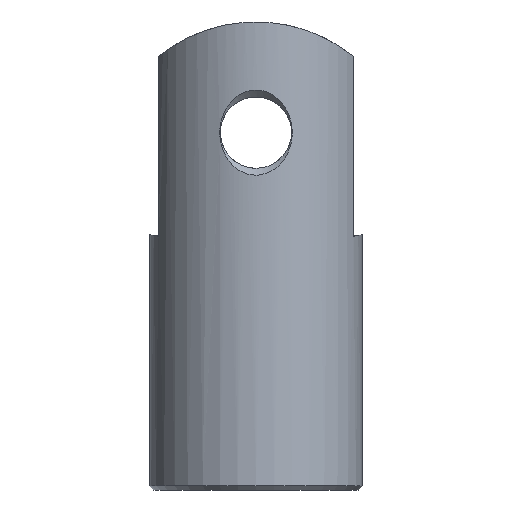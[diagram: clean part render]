
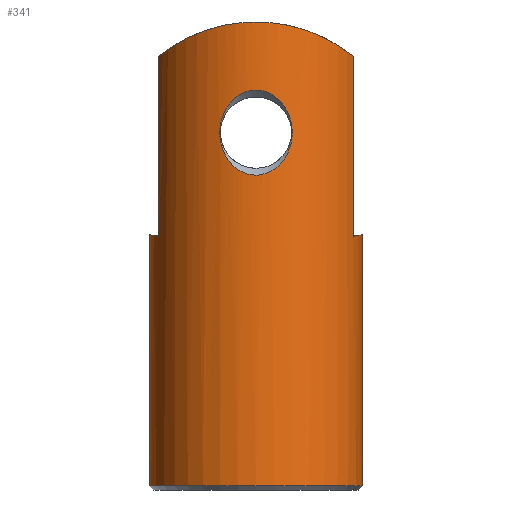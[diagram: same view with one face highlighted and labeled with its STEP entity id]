
A CAD part, front view. The second image highlights one B-rep face of the part: STEP entity #341.
In plain terms, the highlighted cylindrical face has radius 12.5 mm (diameter 25 mm), a full revolution.
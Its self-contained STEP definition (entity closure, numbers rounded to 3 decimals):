
#27=LINE('',#522,#31);
#28=LINE('',#532,#32);
#29=LINE('',#533,#33);
#30=LINE('',#542,#34);
#31=VECTOR('',#406,1000.);
#32=VECTOR('',#407,1000.);
#33=VECTOR('',#408,1000.);
#34=VECTOR('',#409,1000.);
#35=B_SPLINE_CURVE_WITH_KNOTS('',3,(#463,#464,#465,#466,#467,#468,#469,
#470,#471,#472,#473,#474),.UNSPECIFIED.,.F.,.F.,(4,1,1,1,1,1,1,1,1,4),(0.046,
0.049,0.053,0.055,0.057,
0.061,0.064,0.068,0.072,
0.076),.UNSPECIFIED.);
#36=B_SPLINE_CURVE_WITH_KNOTS('',3,(#481,#482,#483,#484,#485,#486,#487,
#488,#489,#490,#491,#492,#493,#494,#495,#496,#497,#498,#499,#500),
 .UNSPECIFIED.,.T.,.F.,(1,1,1,1,1,1,1,1,1,1,1,1,1,1,1,1,1,1,1,1,1,1,1,1),
(-0.006,-0.003,-0.002,0.,
0.003,0.006,0.009,0.012,
0.015,0.018,0.021,0.024,
0.027,0.03,0.033,0.036,
0.039,0.042,0.045,0.047,
0.048,0.051,0.054,0.057),
 .UNSPECIFIED.);
#37=B_SPLINE_CURVE_WITH_KNOTS('',3,(#502,#503,#504,#505,#506,#507,#508,
#509,#510,#511,#512,#513,#514,#515,#516,#517,#518,#519,#520),
 .UNSPECIFIED.,.T.,.F.,(1,1,1,1,1,1,1,1,1,1,1,1,1,1,1,1,1,1,1,1,1,1,1),
(-0.005,-0.004,-0.002,0.,
0.002,0.004,0.005,0.007,
0.009,0.011,0.013,0.015,
0.016,0.018,0.02,0.022,
0.024,0.026,0.027,0.029,
0.031,0.033,0.035),.UNSPECIFIED.);
#38=B_SPLINE_CURVE_WITH_KNOTS('',3,(#525,#526,#527,#528,#529,#530),
 .UNSPECIFIED.,.F.,.F.,(4,1,1,4),(0.,0.003,0.005,
0.01),.UNSPECIFIED.);
#39=B_SPLINE_CURVE_WITH_KNOTS('',3,(#535,#536,#537,#538,#539,#540),
 .UNSPECIFIED.,.F.,.F.,(4,1,1,4),(0.,0.003,0.005,
0.01),.UNSPECIFIED.);
#40=B_SPLINE_CURVE_WITH_KNOTS('',3,(#544,#545,#546,#547,#548,#549,#550,
#551,#552,#553,#554,#555),.UNSPECIFIED.,.F.,.F.,(4,1,1,1,1,1,1,1,1,4),(0.005,
0.009,0.013,0.015,0.016,
0.02,0.024,0.028,0.032,
0.035),.UNSPECIFIED.);
#46=ORIENTED_EDGE('',*,*,#96,.T.);
#47=ORIENTED_EDGE('',*,*,#97,.F.);
#48=ORIENTED_EDGE('',*,*,#98,.F.);
#49=ORIENTED_EDGE('',*,*,#99,.F.);
#50=ORIENTED_EDGE('',*,*,#100,.T.);
#51=ORIENTED_EDGE('',*,*,#101,.T.);
#52=ORIENTED_EDGE('',*,*,#94,.T.);
#53=ORIENTED_EDGE('',*,*,#102,.T.);
#54=ORIENTED_EDGE('',*,*,#103,.T.);
#55=ORIENTED_EDGE('',*,*,#104,.F.);
#56=ORIENTED_EDGE('',*,*,#105,.T.);
#94=EDGE_CURVE('',#119,#120,#35,.T.);
#96=EDGE_CURVE('',#121,#121,#141,.F.);
#97=EDGE_CURVE('',#122,#122,#36,.T.);
#98=EDGE_CURVE('',#123,#123,#37,.T.);
#99=EDGE_CURVE('',#124,#125,#27,.F.);
#100=EDGE_CURVE('',#124,#126,#38,.T.);
#101=EDGE_CURVE('',#126,#119,#28,.F.);
#102=EDGE_CURVE('',#120,#127,#29,.T.);
#103=EDGE_CURVE('',#127,#128,#39,.T.);
#104=EDGE_CURVE('',#129,#128,#30,.T.);
#105=EDGE_CURVE('',#129,#125,#40,.T.);
#119=VERTEX_POINT('',#475);
#120=VERTEX_POINT('',#476);
#121=VERTEX_POINT('',#480);
#122=VERTEX_POINT('',#501);
#123=VERTEX_POINT('',#521);
#124=VERTEX_POINT('',#523);
#125=VERTEX_POINT('',#524);
#126=VERTEX_POINT('',#531);
#127=VERTEX_POINT('',#534);
#128=VERTEX_POINT('',#541);
#129=VERTEX_POINT('',#543);
#141=CIRCLE('',#366,12.5);
#155=EDGE_LOOP('',(#46));
#156=EDGE_LOOP('',(#47));
#157=EDGE_LOOP('',(#48));
#158=EDGE_LOOP('',(#49,#50,#51,#52,#53,#54,#55,#56));
#187=FACE_BOUND('',#155,.T.);
#188=FACE_BOUND('',#156,.T.);
#189=FACE_BOUND('',#157,.T.);
#190=FACE_BOUND('',#158,.T.);
#218=CYLINDRICAL_SURFACE('',#365,12.5);
#341=ADVANCED_FACE('',(#187,#188,#189,#190),#218,.T.);
#365=AXIS2_PLACEMENT_3D('',#478,#402,#403);
#366=AXIS2_PLACEMENT_3D('',#479,#404,#405);
#402=DIRECTION('',(0.,0.,-1.));
#403=DIRECTION('',(-1.,0.,0.));
#404=DIRECTION('',(0.,0.,-1.));
#405=DIRECTION('',(-1.,0.,0.));
#406=DIRECTION('',(0.,0.,-1.));
#407=DIRECTION('',(0.,0.,-1.));
#408=DIRECTION('',(0.,0.,-1.));
#409=DIRECTION('',(0.,0.,-1.));
#463=CARTESIAN_POINT('',(-11.456,5.,50.92));
#464=CARTESIAN_POINT('',(-10.977,6.098,51.311));
#465=CARTESIAN_POINT('',(-9.726,8.114,52.249));
#466=CARTESIAN_POINT('',(-7.521,10.106,53.427));
#467=CARTESIAN_POINT('',(-5.461,11.293,54.186));
#468=CARTESIAN_POINT('',(-3.166,12.205,54.794));
#469=CARTESIAN_POINT('',(-0.013,12.695,55.136));
#470=CARTESIAN_POINT('',(3.775,12.112,54.729));
#471=CARTESIAN_POINT('',(7.094,10.501,53.659));
#472=CARTESIAN_POINT('',(9.731,8.102,52.244));
#473=CARTESIAN_POINT('',(10.972,6.109,51.315));
#474=CARTESIAN_POINT('',(11.456,5.,50.92));
#475=CARTESIAN_POINT('',(-11.456,5.,50.92));
#476=CARTESIAN_POINT('',(11.456,5.,50.92));
#478=CARTESIAN_POINT('',(0.,0.,55.));
#479=CARTESIAN_POINT('',(0.,0.,0.5));
#480=CARTESIAN_POINT('',(-12.5,0.,0.5));
#481=CARTESIAN_POINT('',(1.526,12.436,34.605));
#482=CARTESIAN_POINT('',(-0.513,12.564,34.395));
#483=CARTESIAN_POINT('',(-3.013,12.242,34.918));
#484=CARTESIAN_POINT('',(-5.442,11.33,36.581));
#485=CARTESIAN_POINT('',(-7.071,10.337,38.971));
#486=CARTESIAN_POINT('',(-7.711,9.834,41.986));
#487=CARTESIAN_POINT('',(-7.086,10.327,44.998));
#488=CARTESIAN_POINT('',(-5.452,11.325,47.41));
#489=CARTESIAN_POINT('',(-3.037,12.236,49.071));
#490=CARTESIAN_POINT('',(-0.027,12.629,49.71));
#491=CARTESIAN_POINT('',(2.999,12.247,49.09));
#492=CARTESIAN_POINT('',(5.433,11.335,47.429));
#493=CARTESIAN_POINT('',(7.07,10.339,45.035));
#494=CARTESIAN_POINT('',(7.711,9.833,42.011));
#495=CARTESIAN_POINT('',(7.085,10.328,39.001));
#496=CARTESIAN_POINT('',(5.448,11.329,36.581));
#497=CARTESIAN_POINT('',(3.415,12.089,35.197));
#498=CARTESIAN_POINT('',(1.526,12.436,34.605));
#499=CARTESIAN_POINT('',(-0.513,12.564,34.395));
#500=CARTESIAN_POINT('',(-3.013,12.242,34.918));
#501=CARTESIAN_POINT('',(0.,12.5,34.5));
#502=CARTESIAN_POINT('',(-4.082,-11.819,40.237));
#503=CARTESIAN_POINT('',(-3.246,-12.089,38.593));
#504=CARTESIAN_POINT('',(-1.876,-12.395,37.358));
#505=CARTESIAN_POINT('',(-0.071,-12.548,36.837));
#506=CARTESIAN_POINT('',(1.769,-12.412,37.296));
#507=CARTESIAN_POINT('',(3.17,-12.11,38.496));
#508=CARTESIAN_POINT('',(4.041,-11.834,40.113));
#509=CARTESIAN_POINT('',(4.35,-11.718,41.935));
#510=CARTESIAN_POINT('',(4.08,-11.819,43.765));
#511=CARTESIAN_POINT('',(3.253,-12.087,45.395));
#512=CARTESIAN_POINT('',(1.886,-12.393,46.637));
#513=CARTESIAN_POINT('',(0.077,-12.548,47.163));
#514=CARTESIAN_POINT('',(-1.763,-12.413,46.708));
#515=CARTESIAN_POINT('',(-3.168,-12.11,45.506));
#516=CARTESIAN_POINT('',(-4.04,-11.834,43.89));
#517=CARTESIAN_POINT('',(-4.35,-11.718,42.065));
#518=CARTESIAN_POINT('',(-4.082,-11.819,40.237));
#519=CARTESIAN_POINT('',(-3.246,-12.089,38.593));
#520=CARTESIAN_POINT('',(-1.876,-12.395,37.358));
#521=CARTESIAN_POINT('',(-3.157,-12.095,38.661));
#522=CARTESIAN_POINT('',(-11.456,-5.,55.));
#523=CARTESIAN_POINT('',(-11.456,-5.,29.757));
#524=CARTESIAN_POINT('',(-11.456,-5.,50.92));
#525=CARTESIAN_POINT('',(-11.456,-5.,29.757));
#526=CARTESIAN_POINT('',(-11.801,-4.21,29.834));
#527=CARTESIAN_POINT('',(-12.319,-2.588,29.955));
#528=CARTESIAN_POINT('',(-12.679,0.863,30.045));
#529=CARTESIAN_POINT('',(-12.146,3.42,29.91));
#530=CARTESIAN_POINT('',(-11.456,5.,29.757));
#531=CARTESIAN_POINT('',(-11.456,5.,29.757));
#532=CARTESIAN_POINT('',(-11.456,5.,55.));
#533=CARTESIAN_POINT('',(11.456,5.,55.));
#534=CARTESIAN_POINT('',(11.456,5.,29.757));
#535=CARTESIAN_POINT('',(11.456,5.,29.757));
#536=CARTESIAN_POINT('',(11.801,4.21,29.834));
#537=CARTESIAN_POINT('',(12.319,2.588,29.955));
#538=CARTESIAN_POINT('',(12.679,-0.863,30.045));
#539=CARTESIAN_POINT('',(12.146,-3.42,29.91));
#540=CARTESIAN_POINT('',(11.456,-5.,29.757));
#541=CARTESIAN_POINT('',(11.456,-5.,29.757));
#542=CARTESIAN_POINT('',(11.456,-5.,55.));
#543=CARTESIAN_POINT('',(11.456,-5.,50.92));
#544=CARTESIAN_POINT('',(11.456,-5.,50.92));
#545=CARTESIAN_POINT('',(10.977,-6.098,51.311));
#546=CARTESIAN_POINT('',(9.726,-8.114,52.249));
#547=CARTESIAN_POINT('',(7.521,-10.106,53.427));
#548=CARTESIAN_POINT('',(5.461,-11.293,54.186));
#549=CARTESIAN_POINT('',(3.166,-12.205,54.794));
#550=CARTESIAN_POINT('',(0.013,-12.695,55.136));
#551=CARTESIAN_POINT('',(-3.775,-12.112,54.729));
#552=CARTESIAN_POINT('',(-7.094,-10.501,53.659));
#553=CARTESIAN_POINT('',(-9.731,-8.102,52.244));
#554=CARTESIAN_POINT('',(-10.972,-6.109,51.315));
#555=CARTESIAN_POINT('',(-11.456,-5.,50.92));
